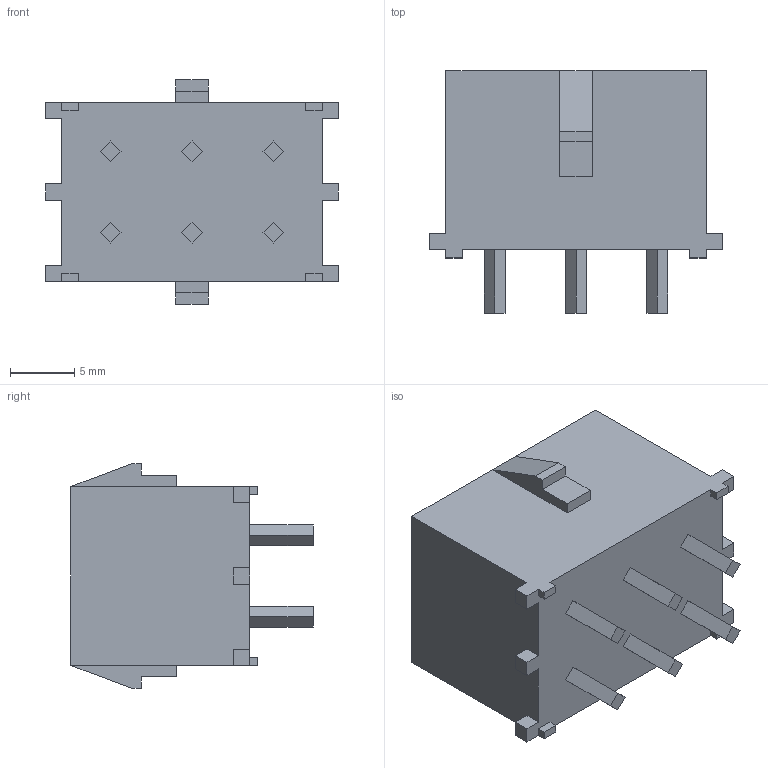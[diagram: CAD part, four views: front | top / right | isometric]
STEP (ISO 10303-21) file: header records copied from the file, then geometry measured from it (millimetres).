
FILE_DESCRIPTION((''),'2;1');
FILE_NAME('010844062','2014-05-29T',('me'),(''),'PRO/ENGINEER BY PARAMETRIC TECHNOLOGY CORPORATION, 2011490','PRO/ENGINEER BY PARAMETRIC TECHNOLOGY CORPORATION, 2011490','');
FILE_SCHEMA(('CONFIG_CONTROL_DESIGN'));
Length unit declared in the file: inch
Products named in the file (1): 010844062
Bounding box: 22.86 x 18.92 x 17.53 mm (x, y, z)
Volume: 3404.1 mm3; surface area: 3741.6 mm2
Topology: 1 solids, 1 shells, 212 faces, 554 edges, 380 vertices
Faces by surface type: plane 155, cylinder 57
Entity records: 6529 total; most frequent: DIRECTION 1124, CARTESIAN_POINT 1123, ORIENTED_EDGE 1072, EDGE_CURVE 536, VECTOR 410, LINE 410, AXIS2_PLACEMENT_3D 357, VERTEX_POINT 356
